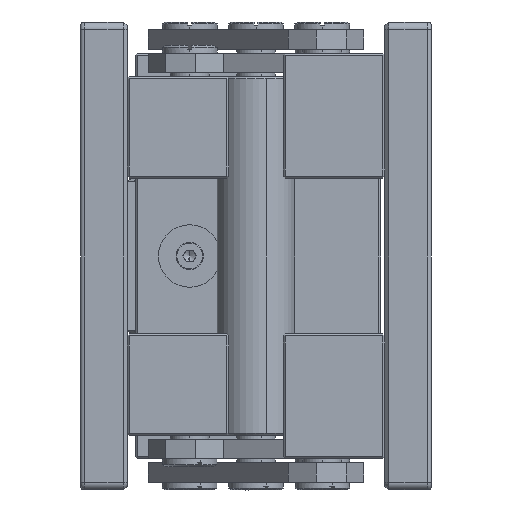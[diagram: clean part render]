
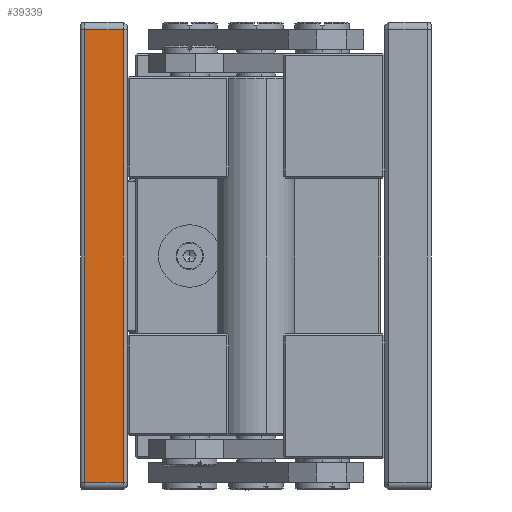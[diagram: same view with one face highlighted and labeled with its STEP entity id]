
A CAD part, left-side view. The second image highlights one B-rep face of the part: STEP entity #39339.
In plain terms, the highlighted planar face has unit normal (-1, 0, 0).
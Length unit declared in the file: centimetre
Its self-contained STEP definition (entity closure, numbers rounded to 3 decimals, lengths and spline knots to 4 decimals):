
#247 = CARTESIAN_POINT ( 'NONE',  ( -9., 7.9, -5.8 ) ) ;
#3037 = CARTESIAN_POINT ( 'NONE',  ( -9., 8.9, -5.8 ) ) ;
#3106 = EDGE_CURVE ( 'NONE', #43043, #24784, #28207, .T. ) ;
#4303 = LINE ( 'NONE', #11129, #10242 ) ;
#4950 = ORIENTED_EDGE ( 'NONE', *, *, #19424, .T. ) ;
#8294 = DIRECTION ( 'NONE',  ( 1., 0., 0. ) ) ;
#9123 = VECTOR ( 'NONE', #19867, 100. ) ;
#9762 = ORIENTED_EDGE ( 'NONE', *, *, #3106, .T. ) ;
#10242 = VECTOR ( 'NONE', #35198, 100. ) ;
#10400 = DIRECTION ( 'NONE',  ( 0., 0., -1. ) ) ;
#11129 = CARTESIAN_POINT ( 'NONE',  ( -9., 9., 5.8 ) ) ;
#16422 = CARTESIAN_POINT ( 'NONE',  ( -9., 7.9, -6. ) ) ;
#17253 = CARTESIAN_POINT ( 'NONE',  ( -9., 7.9, 5.8 ) ) ;
#17426 = DIRECTION ( 'NONE',  ( 0., -1., 0. ) ) ;
#17443 = AXIS2_PLACEMENT_3D ( 'NONE', #35710, #8294, #32428 ) ;
#19424 = EDGE_CURVE ( 'NONE', #34262, #43043, #38461, .T. ) ;
#19867 = DIRECTION ( 'NONE',  ( 0., 0., 1. ) ) ;
#21721 = ORIENTED_EDGE ( 'NONE', *, *, #28963, .T. ) ;
#21790 = EDGE_CURVE ( 'NONE', #24784, #38077, #36837, .T. ) ;
#24784 = VERTEX_POINT ( 'NONE', #247 ) ;
#25016 = ORIENTED_EDGE ( 'NONE', *, *, #21790, .T. ) ;
#28207 = LINE ( 'NONE', #37980, #44114 ) ;
#28963 = EDGE_CURVE ( 'NONE', #38077, #34262, #4303, .T. ) ;
#32428 = DIRECTION ( 'NONE',  ( 0., 0., -1. ) ) ;
#33596 = FACE_OUTER_BOUND ( 'NONE', #37773, .T. ) ;
#34220 = CARTESIAN_POINT ( 'NONE',  ( -9., 8.9, 5.8 ) ) ;
#34262 = VERTEX_POINT ( 'NONE', #34220 ) ;
#34503 = CARTESIAN_POINT ( 'NONE',  ( -9., 8.9, -5.8 ) ) ;
#35198 = DIRECTION ( 'NONE',  ( 0., 1., 0. ) ) ;
#35710 = CARTESIAN_POINT ( 'NONE',  ( -9., 9., -6. ) ) ;
#36837 = LINE ( 'NONE', #16422, #9123 ) ;
#37773 = EDGE_LOOP ( 'NONE', ( #21721, #4950, #9762, #25016 ) ) ;
#37980 = CARTESIAN_POINT ( 'NONE',  ( -9., 9., -5.8 ) ) ;
#38077 = VERTEX_POINT ( 'NONE', #17253 ) ;
#38461 = LINE ( 'NONE', #34503, #43818 ) ;
#39339 = ADVANCED_FACE ( 'NONE', ( #33596 ), #42511, .F. ) ;
#42511 = PLANE ( 'NONE',  #17443 ) ;
#43043 = VERTEX_POINT ( 'NONE', #3037 ) ;
#43818 = VECTOR ( 'NONE', #10400, 100. ) ;
#44114 = VECTOR ( 'NONE', #17426, 100. ) ;
